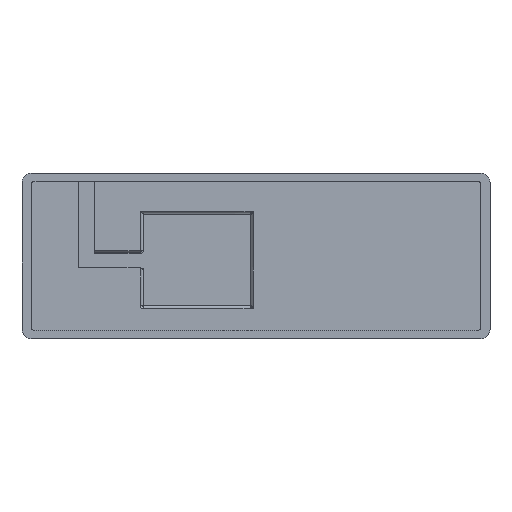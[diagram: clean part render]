
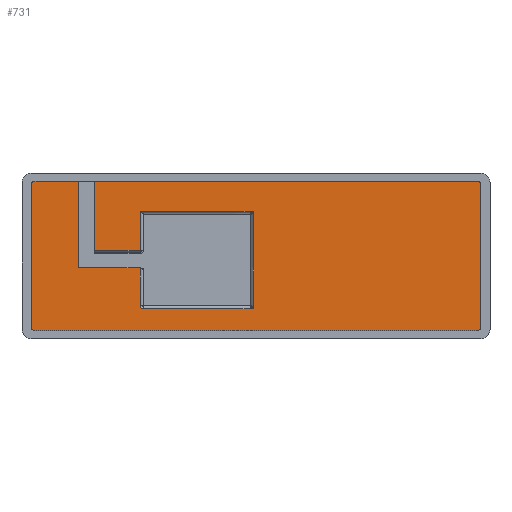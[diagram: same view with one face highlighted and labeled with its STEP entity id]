
A CAD part, top view. The second image highlights one B-rep face of the part: STEP entity #731.
In plain terms, the highlighted planar face has unit normal (0, 0, 1).
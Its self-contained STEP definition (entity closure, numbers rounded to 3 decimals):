
#524 = VERTEX_POINT('',#525);
#525 = CARTESIAN_POINT('',(142.5,-45.25,10.));
#531 = EDGE_CURVE('',#524,#532,#534,.T.);
#532 = VERTEX_POINT('',#533);
#533 = CARTESIAN_POINT('',(142.5,45.25,10.));
#534 = LINE('',#535,#536);
#535 = CARTESIAN_POINT('',(142.5,-45.25,10.));
#536 = VECTOR('',#537,1.);
#537 = DIRECTION('',(0.,1.,0.));
#555 = EDGE_CURVE('',#532,#556,#558,.T.);
#556 = VERTEX_POINT('',#557);
#557 = CARTESIAN_POINT('',(140.25,47.5,10.));
#558 = CIRCLE('',#559,2.25);
#559 = AXIS2_PLACEMENT_3D('',#560,#561,#562);
#560 = CARTESIAN_POINT('',(140.25,45.25,10.));
#561 = DIRECTION('',(0.,0.,1.));
#562 = DIRECTION('',(1.,0.,0.));
#580 = EDGE_CURVE('',#556,#581,#583,.T.);
#581 = VERTEX_POINT('',#582);
#582 = CARTESIAN_POINT('',(-102.5,47.5,10.));
#583 = LINE('',#584,#585);
#584 = CARTESIAN_POINT('',(140.25,47.5,10.));
#585 = VECTOR('',#586,1.);
#586 = DIRECTION('',(-1.,0.,0.));
#589 = VERTEX_POINT('',#590);
#590 = CARTESIAN_POINT('',(-112.5,47.5,10.));
#596 = EDGE_CURVE('',#589,#597,#599,.T.);
#597 = VERTEX_POINT('',#598);
#598 = CARTESIAN_POINT('',(-140.25,47.5,10.));
#599 = LINE('',#600,#601);
#600 = CARTESIAN_POINT('',(140.25,47.5,10.));
#601 = VECTOR('',#602,1.);
#602 = DIRECTION('',(-1.,0.,0.));
#620 = EDGE_CURVE('',#597,#621,#623,.T.);
#621 = VERTEX_POINT('',#622);
#622 = CARTESIAN_POINT('',(-142.5,45.25,10.));
#623 = CIRCLE('',#624,2.25);
#624 = AXIS2_PLACEMENT_3D('',#625,#626,#627);
#625 = CARTESIAN_POINT('',(-140.25,45.25,10.));
#626 = DIRECTION('',(0.,0.,1.));
#627 = DIRECTION('',(1.,0.,0.));
#645 = EDGE_CURVE('',#621,#646,#648,.T.);
#646 = VERTEX_POINT('',#647);
#647 = CARTESIAN_POINT('',(-142.5,-45.25,10.));
#648 = LINE('',#649,#650);
#649 = CARTESIAN_POINT('',(-142.5,45.25,10.));
#650 = VECTOR('',#651,1.);
#651 = DIRECTION('',(0.,-1.,0.));
#669 = EDGE_CURVE('',#646,#670,#672,.T.);
#670 = VERTEX_POINT('',#671);
#671 = CARTESIAN_POINT('',(-140.25,-47.5,10.));
#672 = CIRCLE('',#673,2.25);
#673 = AXIS2_PLACEMENT_3D('',#674,#675,#676);
#674 = CARTESIAN_POINT('',(-140.25,-45.25,10.));
#675 = DIRECTION('',(0.,0.,1.));
#676 = DIRECTION('',(1.,0.,0.));
#694 = EDGE_CURVE('',#670,#695,#697,.T.);
#695 = VERTEX_POINT('',#696);
#696 = CARTESIAN_POINT('',(140.25,-47.5,10.));
#697 = LINE('',#698,#699);
#698 = CARTESIAN_POINT('',(-140.25,-47.5,10.));
#699 = VECTOR('',#700,1.);
#700 = DIRECTION('',(1.,0.,0.));
#718 = EDGE_CURVE('',#695,#524,#719,.T.);
#719 = CIRCLE('',#720,2.25);
#720 = AXIS2_PLACEMENT_3D('',#721,#722,#723);
#721 = CARTESIAN_POINT('',(140.25,-45.25,10.));
#722 = DIRECTION('',(0.,0.,1.));
#723 = DIRECTION('',(1.,0.,0.));
#731 = ADVANCED_FACE('',(#732),#863,.T.);
#732 = FACE_BOUND('',#733,.T.);
#733 = EDGE_LOOP('',(#734,#744,#753,#759,#760,#761,#762,#763,#764,#765,
    #766,#767,#768,#776,#784,#792,#800,#808,#816,#824,#832,#840,#848,
    #857));
#734 = ORIENTED_EDGE('',*,*,#735,.F.);
#735 = EDGE_CURVE('',#736,#738,#740,.T.);
#736 = VERTEX_POINT('',#737);
#737 = CARTESIAN_POINT('',(-111.5,-7.5,10.));
#738 = VERTEX_POINT('',#739);
#739 = CARTESIAN_POINT('',(-73.5,-7.5,10.));
#740 = LINE('',#741,#742);
#741 = CARTESIAN_POINT('',(-112.5,-7.5,10.));
#742 = VECTOR('',#743,1.);
#743 = DIRECTION('',(1.,0.,0.));
#744 = ORIENTED_EDGE('',*,*,#745,.T.);
#745 = EDGE_CURVE('',#736,#746,#748,.T.);
#746 = VERTEX_POINT('',#747);
#747 = CARTESIAN_POINT('',(-112.5,-6.5,10.));
#748 = CIRCLE('',#749,1.);
#749 = AXIS2_PLACEMENT_3D('',#750,#751,#752);
#750 = CARTESIAN_POINT('',(-111.5,-6.5,10.));
#751 = DIRECTION('',(0.,0.,-1.));
#752 = DIRECTION('',(0.,1.,0.));
#753 = ORIENTED_EDGE('',*,*,#754,.T.);
#754 = EDGE_CURVE('',#746,#589,#755,.T.);
#755 = LINE('',#756,#757);
#756 = CARTESIAN_POINT('',(-112.5,-7.5,10.));
#757 = VECTOR('',#758,1.);
#758 = DIRECTION('',(0.,1.,0.));
#759 = ORIENTED_EDGE('',*,*,#596,.T.);
#760 = ORIENTED_EDGE('',*,*,#620,.T.);
#761 = ORIENTED_EDGE('',*,*,#645,.T.);
#762 = ORIENTED_EDGE('',*,*,#669,.T.);
#763 = ORIENTED_EDGE('',*,*,#694,.T.);
#764 = ORIENTED_EDGE('',*,*,#718,.T.);
#765 = ORIENTED_EDGE('',*,*,#531,.T.);
#766 = ORIENTED_EDGE('',*,*,#555,.T.);
#767 = ORIENTED_EDGE('',*,*,#580,.T.);
#768 = ORIENTED_EDGE('',*,*,#769,.T.);
#769 = EDGE_CURVE('',#581,#770,#772,.T.);
#770 = VERTEX_POINT('',#771);
#771 = CARTESIAN_POINT('',(-102.5,3.5,10.));
#772 = LINE('',#773,#774);
#773 = CARTESIAN_POINT('',(-102.5,47.5,10.));
#774 = VECTOR('',#775,1.);
#775 = DIRECTION('',(0.,-1.,0.));
#776 = ORIENTED_EDGE('',*,*,#777,.T.);
#777 = EDGE_CURVE('',#770,#778,#780,.T.);
#778 = VERTEX_POINT('',#779);
#779 = CARTESIAN_POINT('',(-73.5,3.5,10.));
#780 = LINE('',#781,#782);
#781 = CARTESIAN_POINT('',(-102.5,3.5,10.));
#782 = VECTOR('',#783,1.);
#783 = DIRECTION('',(1.,0.,0.));
#784 = ORIENTED_EDGE('',*,*,#785,.T.);
#785 = EDGE_CURVE('',#778,#786,#788,.T.);
#786 = VERTEX_POINT('',#787);
#787 = CARTESIAN_POINT('',(-73.5,28.5,10.));
#788 = LINE('',#789,#790);
#789 = CARTESIAN_POINT('',(-73.5,3.5,10.));
#790 = VECTOR('',#791,1.);
#791 = DIRECTION('',(0.,1.,0.));
#792 = ORIENTED_EDGE('',*,*,#793,.T.);
#793 = EDGE_CURVE('',#786,#794,#796,.T.);
#794 = VERTEX_POINT('',#795);
#795 = CARTESIAN_POINT('',(-2.5,28.5,10.));
#796 = LINE('',#797,#798);
#797 = CARTESIAN_POINT('',(-72.5,28.5,10.));
#798 = VECTOR('',#799,1.);
#799 = DIRECTION('',(1.,0.,0.));
#800 = ORIENTED_EDGE('',*,*,#801,.T.);
#801 = EDGE_CURVE('',#794,#802,#804,.T.);
#802 = VERTEX_POINT('',#803);
#803 = CARTESIAN_POINT('',(-1.5,28.5,10.));
#804 = LINE('',#805,#806);
#805 = CARTESIAN_POINT('',(-72.5,28.5,10.));
#806 = VECTOR('',#807,1.);
#807 = DIRECTION('',(1.,0.,0.));
#808 = ORIENTED_EDGE('',*,*,#809,.T.);
#809 = EDGE_CURVE('',#802,#810,#812,.T.);
#810 = VERTEX_POINT('',#811);
#811 = CARTESIAN_POINT('',(-1.5,27.5,10.));
#812 = LINE('',#813,#814);
#813 = CARTESIAN_POINT('',(-1.5,28.5,10.));
#814 = VECTOR('',#815,1.);
#815 = DIRECTION('',(-0.,-1.,-0.));
#816 = ORIENTED_EDGE('',*,*,#817,.T.);
#817 = EDGE_CURVE('',#810,#818,#820,.T.);
#818 = VERTEX_POINT('',#819);
#819 = CARTESIAN_POINT('',(-1.5,-32.5,10.));
#820 = LINE('',#821,#822);
#821 = CARTESIAN_POINT('',(-1.5,27.5,10.));
#822 = VECTOR('',#823,1.);
#823 = DIRECTION('',(0.,-1.,0.));
#824 = ORIENTED_EDGE('',*,*,#825,.T.);
#825 = EDGE_CURVE('',#818,#826,#828,.T.);
#826 = VERTEX_POINT('',#827);
#827 = CARTESIAN_POINT('',(-1.5,-33.5,10.));
#828 = LINE('',#829,#830);
#829 = CARTESIAN_POINT('',(-1.5,-32.5,10.));
#830 = VECTOR('',#831,1.);
#831 = DIRECTION('',(0.,-1.,0.));
#832 = ORIENTED_EDGE('',*,*,#833,.F.);
#833 = EDGE_CURVE('',#834,#826,#836,.T.);
#834 = VERTEX_POINT('',#835);
#835 = CARTESIAN_POINT('',(-2.5,-33.5,10.));
#836 = LINE('',#837,#838);
#837 = CARTESIAN_POINT('',(-2.5,-33.5,10.));
#838 = VECTOR('',#839,1.);
#839 = DIRECTION('',(1.,0.,0.));
#840 = ORIENTED_EDGE('',*,*,#841,.T.);
#841 = EDGE_CURVE('',#834,#842,#844,.T.);
#842 = VERTEX_POINT('',#843);
#843 = CARTESIAN_POINT('',(-71.5,-33.5,10.));
#844 = LINE('',#845,#846);
#845 = CARTESIAN_POINT('',(-2.5,-33.5,10.));
#846 = VECTOR('',#847,1.);
#847 = DIRECTION('',(-1.,0.,0.));
#848 = ORIENTED_EDGE('',*,*,#849,.F.);
#849 = EDGE_CURVE('',#850,#842,#852,.T.);
#850 = VERTEX_POINT('',#851);
#851 = CARTESIAN_POINT('',(-73.5,-31.5,10.));
#852 = CIRCLE('',#853,2.);
#853 = AXIS2_PLACEMENT_3D('',#854,#855,#856);
#854 = CARTESIAN_POINT('',(-71.5,-31.5,10.));
#855 = DIRECTION('',(0.,0.,1.));
#856 = DIRECTION('',(-1.,0.,0.));
#857 = ORIENTED_EDGE('',*,*,#858,.T.);
#858 = EDGE_CURVE('',#850,#738,#859,.T.);
#859 = LINE('',#860,#861);
#860 = CARTESIAN_POINT('',(-73.5,-32.5,10.));
#861 = VECTOR('',#862,1.);
#862 = DIRECTION('',(0.,1.,0.));
#863 = PLANE('',#864);
#864 = AXIS2_PLACEMENT_3D('',#865,#866,#867);
#865 = CARTESIAN_POINT('',(0.,0.,10.));
#866 = DIRECTION('',(0.,0.,1.));
#867 = DIRECTION('',(1.,0.,0.));
